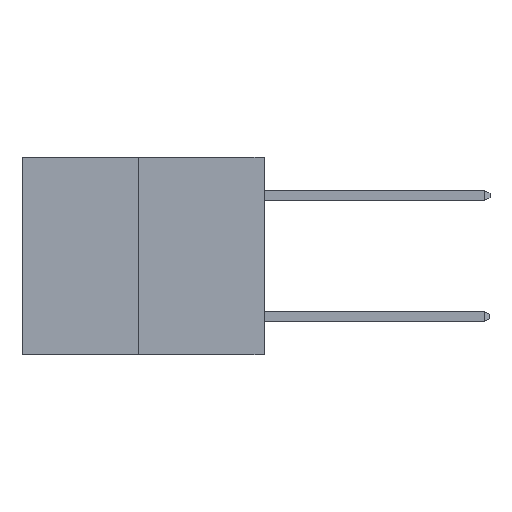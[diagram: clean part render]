
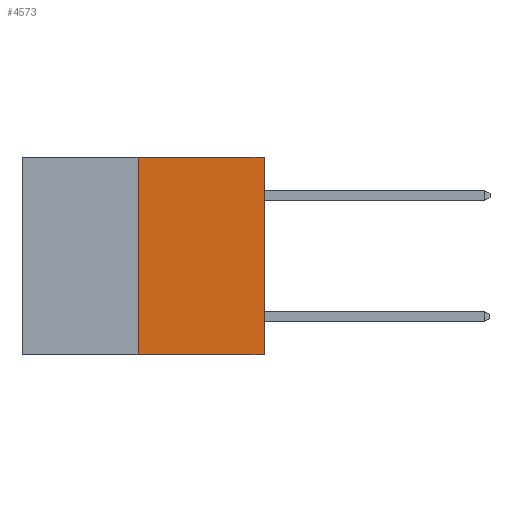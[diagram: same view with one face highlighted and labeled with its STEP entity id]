
A CAD part, left-side view. The second image highlights one B-rep face of the part: STEP entity #4573.
In plain terms, the highlighted planar face has unit normal (-1, 0, 0).
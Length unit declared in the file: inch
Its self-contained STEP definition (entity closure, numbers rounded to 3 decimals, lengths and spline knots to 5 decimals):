
#578 = VERTEX_POINT ( 'NONE', #1048 ) ;
#737 = VERTEX_POINT ( 'NONE', #11163 ) ;
#1048 = CARTESIAN_POINT ( 'NONE',  ( 0., 0., -0.49 ) ) ;
#1429 = PLANE ( 'NONE',  #7463 ) ;
#2578 = EDGE_CURVE ( 'NONE', #6844, #14162, #7352, .T. ) ;
#2803 = FACE_OUTER_BOUND ( 'NONE', #14497, .T. ) ;
#3107 = CARTESIAN_POINT ( 'NONE',  ( 0., 0.312, -0.49 ) ) ;
#3149 = VECTOR ( 'NONE', #6291, 39.37008 ) ;
#4242 = DIRECTION ( 'NONE',  ( 0., -1., 0. ) ) ;
#4494 = DIRECTION ( 'NONE',  ( 0., 0., -1. ) ) ;
#4573 = ADVANCED_FACE ( 'NONE', ( #2803 ), #1429, .F. ) ;
#6291 = DIRECTION ( 'NONE',  ( 0., 0., 1. ) ) ;
#6474 = CARTESIAN_POINT ( 'NONE',  ( 0., 0.6, -0.49 ) ) ;
#6844 = VERTEX_POINT ( 'NONE', #17936 ) ;
#7352 = LINE ( 'NONE', #3107, #3149 ) ;
#7463 = AXIS2_PLACEMENT_3D ( 'NONE', #9192, #10909, #4494 ) ;
#7870 = VECTOR ( 'NONE', #17579, 39.37008 ) ;
#8684 = EDGE_CURVE ( 'NONE', #14162, #737, #18557, .T. ) ;
#9153 = ORIENTED_EDGE ( 'NONE', *, *, #15363, .T. ) ;
#9192 = CARTESIAN_POINT ( 'NONE',  ( 0., 0.6, 0. ) ) ;
#9494 = CARTESIAN_POINT ( 'NONE',  ( 0., 0., 0. ) ) ;
#9925 = ORIENTED_EDGE ( 'NONE', *, *, #17259, .T. ) ;
#10045 = LINE ( 'NONE', #6474, #19510 ) ;
#10909 = DIRECTION ( 'NONE',  ( 1., 0., 0. ) ) ;
#11067 = CARTESIAN_POINT ( 'NONE',  ( 0., 0.312, 0. ) ) ;
#11163 = CARTESIAN_POINT ( 'NONE',  ( 0., 0., 0. ) ) ;
#12014 = CARTESIAN_POINT ( 'NONE',  ( 0., 0.6, 0. ) ) ;
#12351 = ORIENTED_EDGE ( 'NONE', *, *, #8684, .F. ) ;
#13611 = VECTOR ( 'NONE', #4242, 39.37008 ) ;
#14143 = DIRECTION ( 'NONE',  ( 0., -1., 0. ) ) ;
#14162 = VERTEX_POINT ( 'NONE', #11067 ) ;
#14497 = EDGE_LOOP ( 'NONE', ( #19262, #9925, #9153, #12351 ) ) ;
#15363 = EDGE_CURVE ( 'NONE', #578, #737, #16342, .T. ) ;
#16342 = LINE ( 'NONE', #9494, #7870 ) ;
#17259 = EDGE_CURVE ( 'NONE', #6844, #578, #10045, .T. ) ;
#17579 = DIRECTION ( 'NONE',  ( 0., 0., 1. ) ) ;
#17936 = CARTESIAN_POINT ( 'NONE',  ( 0., 0.312, -0.49 ) ) ;
#18557 = LINE ( 'NONE', #12014, #13611 ) ;
#19262 = ORIENTED_EDGE ( 'NONE', *, *, #2578, .F. ) ;
#19510 = VECTOR ( 'NONE', #14143, 39.37008 ) ;
